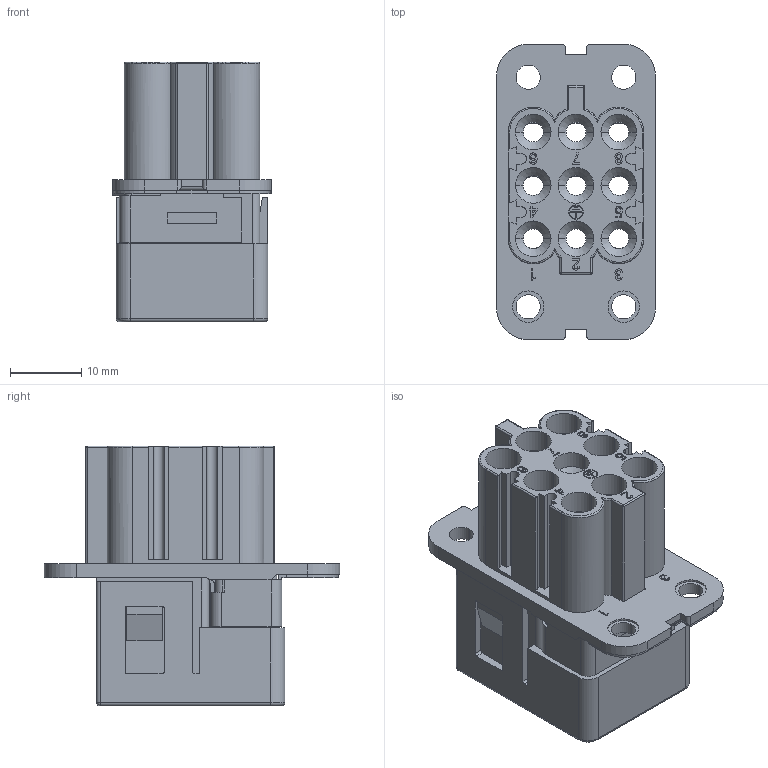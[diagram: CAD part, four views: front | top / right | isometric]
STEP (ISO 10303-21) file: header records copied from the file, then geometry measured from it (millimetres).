
FILE_DESCRIPTION(('Creo Elements/Direct Modeling STEP Export'),'2;1');
FILE_NAME('0ln7uvk5h1nljd74400','2022-02-03T15:22:27',(''),(''),'Creo Elements/Direct Modeling STEP processor for AP214 (Solid Model)','Creo Elements/Direct Modeling 20.1B 02-Apr-2019 (C) Parametric Technology GmbH','');
FILE_SCHEMA(('AUTOMOTIVE_DESIGN { 1 0 10303 214 1 1 1 1 }'));
Length unit declared in the file: millimetre
Products named in the file (2): CQF_08E
Assembly tree (1 placements, depth 2):
  CQF_08E
    CQF_08E
Bounding box: 22.3 x 41.5 x 36.5 mm (x, y, z)
Volume: 11564.4 mm3; surface area: 12633.1 mm2
Topology: 1 solids, 1 shells, 986 faces, 3057 edges, 2113 vertices
Faces by surface type: plane 737, cylinder 205, cone 28, torus 6, sphere 6, bspline 4
Entity records: 45247 total; most frequent: CARTESIAN_POINT 10418, ORIENTED_EDGE 6102, DIRECTION 4942, EDGE_CURVE 3051, VECTOR 2500, LINE 2500, VERTEX_POINT 2113, AXIS2_PLACEMENT_3D 1221
